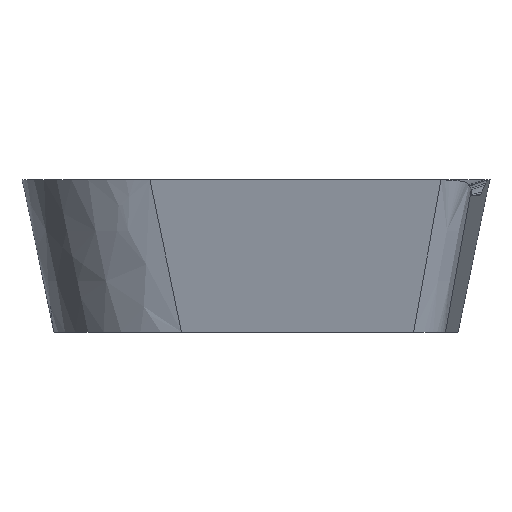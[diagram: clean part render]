
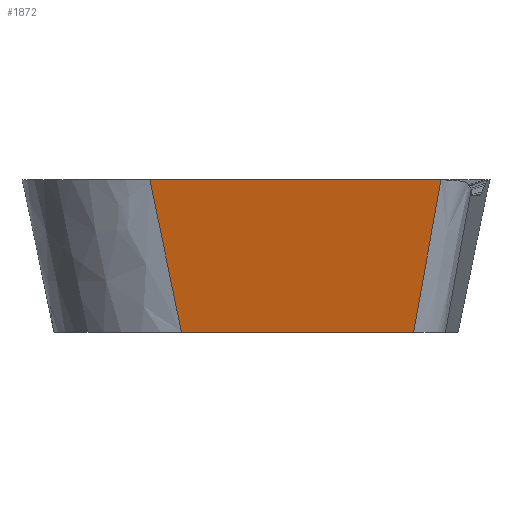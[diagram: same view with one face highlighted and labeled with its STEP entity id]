
A CAD part, front view. The second image highlights one B-rep face of the part: STEP entity #1872.
In plain terms, the highlighted planar face has unit normal (0, -0.982, -0.191).
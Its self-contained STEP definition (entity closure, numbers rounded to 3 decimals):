
#678=DIRECTION('',(1.,0.,0.));
#679=VECTOR('',#678,7.257);
#680=CARTESIAN_POINT('',(-2.329,-5.425,-4.76));
#681=LINE('',#680,#679);
#685=CARTESIAN_POINT('',(-2.329,-5.425,-4.76));
#686=CARTESIAN_POINT('',(-2.66,-5.733,
-3.173));
#687=CARTESIAN_POINT('',(-2.991,-6.042,
-1.587));
#688=CARTESIAN_POINT('',(-3.321,-6.35,0.));
#693=CARTESIAN_POINT('',(4.928,-5.425,-4.76));
#694=CARTESIAN_POINT('',(5.216,-5.733,-3.173));
#695=CARTESIAN_POINT('',(5.503,-6.042,-1.587));
#696=CARTESIAN_POINT('',(5.791,-6.35,0.));
#875=DIRECTION('',(-1.,0.,0.));
#876=VECTOR('',#875,9.112);
#877=CARTESIAN_POINT('',(5.791,-6.35,0.));
#878=LINE('',#877,#876);
#1353=CARTESIAN_POINT('',(-3.321,-6.35,0.));
#1354=VERTEX_POINT('',#1353);
#1355=CARTESIAN_POINT('',(5.791,-6.35,0.));
#1356=VERTEX_POINT('',#1355);
#1377=CARTESIAN_POINT('',(-2.329,-5.425,-4.76));
#1378=CARTESIAN_POINT('',(4.928,-5.425,-4.76));
#1379=VERTEX_POINT('',#1377);
#1380=VERTEX_POINT('',#1378);
#1859=CARTESIAN_POINT('',(-8.731,-6.35,0.));
#1860=DIRECTION('',(0.,-0.982,-0.191));
#1861=DIRECTION('',(1.,0.,0.));
#1862=AXIS2_PLACEMENT_3D('',#1859,#1860,#1861);
#1863=PLANE('',#1862);
#1864=ORIENTED_EDGE('',*,*,#1552,.F.);
#1866=ORIENTED_EDGE('',*,*,#1865,.T.);
#1868=ORIENTED_EDGE('',*,*,#1867,.F.);
#1869=ORIENTED_EDGE('',*,*,#1847,.F.);
#1870=EDGE_LOOP('',(#1864,#1866,#1868,#1869));
#1871=FACE_OUTER_BOUND('',#1870,.F.);
#689=B_SPLINE_CURVE_WITH_KNOTS('',3,(#685,#686,#687,#688),.UNSPECIFIED.,.F.,.F.,
(4,4),(0.,1.),.UNSPECIFIED.);
#697=B_SPLINE_CURVE_WITH_KNOTS('',3,(#693,#694,#695,#696),.UNSPECIFIED.,.F.,.F.,
(4,4),(0.,1.),.UNSPECIFIED.);
#1552=EDGE_CURVE('',#1379,#1380,#681,.T.);
#1847=EDGE_CURVE('',#1380,#1356,#697,.T.);
#1865=EDGE_CURVE('',#1379,#1354,#689,.T.);
#1867=EDGE_CURVE('',#1356,#1354,#878,.T.);
#1872=ADVANCED_FACE('',(#1871),#1863,.T.);
